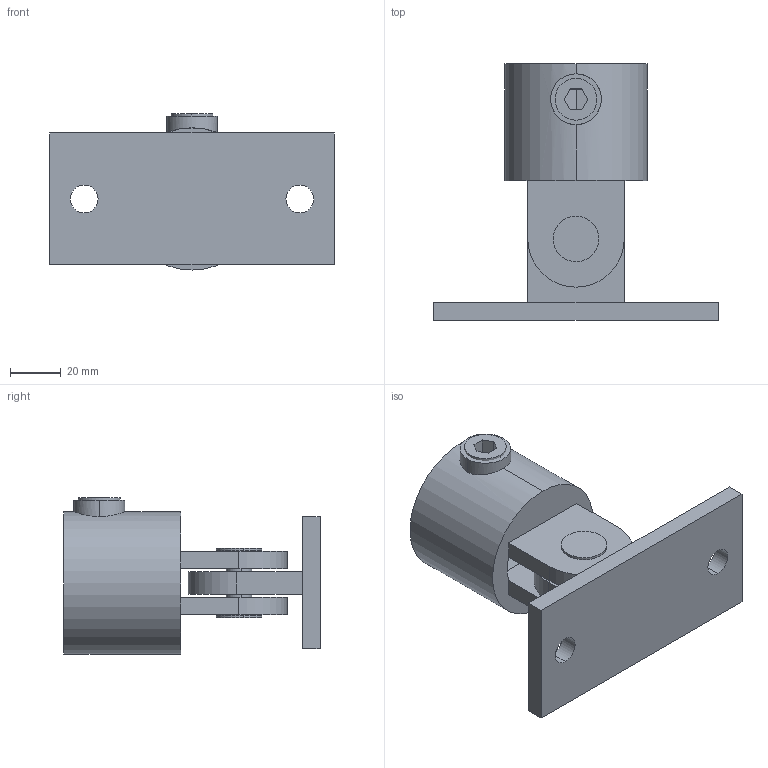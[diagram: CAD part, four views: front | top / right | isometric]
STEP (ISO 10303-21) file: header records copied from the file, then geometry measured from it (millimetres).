
FILE_DESCRIPTION (( 'STEP AP203' ), '1' );
FILE_NAME ('169-C42.step', '2015-09-17T16:25:59', ( '' ), ( '' ), 'SwSTEP 2.0', 'SolidWorks 2015', '' );
FILE_SCHEMA (( 'CONFIG_CONTROL_DESIGN' ));
Length unit declared in the file: millimetre
Products named in the file (5): 169-C42 Teil4; 169-C42 Teil3_zeichnung; 169-C42 Teil1_zeichnung; 169-C42; 169-C42 Teil2_zeichnung
Assembly tree (4 placements, depth 2):
  169-C42
    169-C42 Teil1_zeichnung
    169-C42 Teil2_zeichnung
    169-C42 Teil4
    169-C42 Teil3_zeichnung
Bounding box: 112 x 101 x 61.5 mm (x, y, z)
Volume: 124243.7 mm3; surface area: 46686.1 mm2
Topology: 4 solids, 4 shells, 67 faces, 164 edges, 108 vertices
Faces by surface type: plane 34, cylinder 33
Entity records: 2717 total; most frequent: CARTESIAN_POINT 536, DIRECTION 366, ORIENTED_EDGE 328, EDGE_CURVE 164, AXIS2_PLACEMENT_3D 136, VERTEX_POINT 108, LINE 94, VECTOR 94
